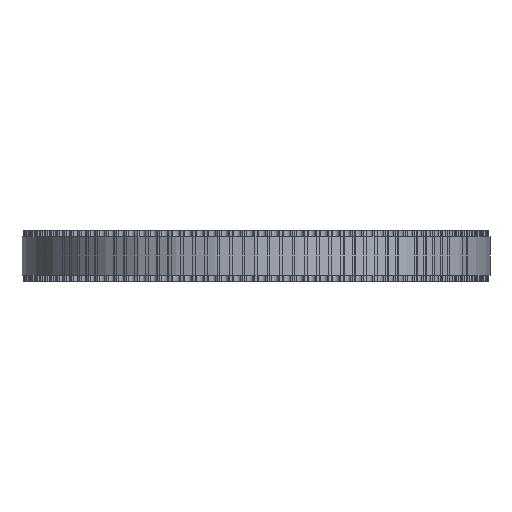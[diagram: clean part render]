
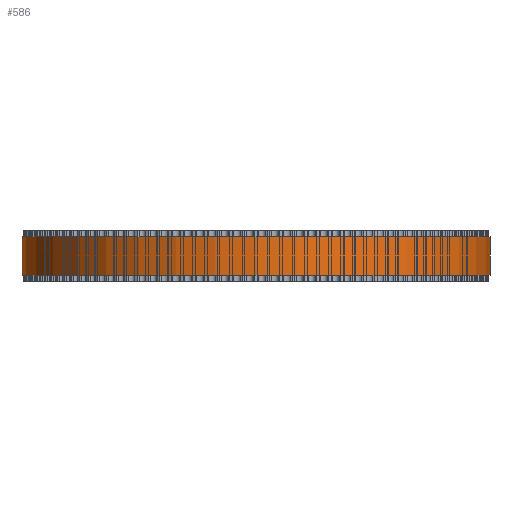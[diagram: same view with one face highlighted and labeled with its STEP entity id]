
A CAD part, front view. The second image highlights one B-rep face of the part: STEP entity #586.
In plain terms, the highlighted cylindrical face has radius 36.924 mm (diameter 73.848 mm), a full revolution.
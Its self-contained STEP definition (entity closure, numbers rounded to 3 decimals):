
#97=FACE_BOUND('',#1984,.T.);
#98=FACE_BOUND('',#1985,.T.);
#586=ADVANCED_FACE('',(#97,#98),#1051,.T.);
#1051=CYLINDRICAL_SURFACE('',#10351,36.924);
#1984=EDGE_LOOP('',(#5698));
#1985=EDGE_LOOP('',(#5699));
#5698=ORIENTED_EDGE('',*,*,#8022,.T.);
#5699=ORIENTED_EDGE('',*,*,#8023,.T.);
#6628=VERTEX_POINT('',#16400);
#6629=VERTEX_POINT('',#16402);
#8022=EDGE_CURVE('',#6628,#6628,#8952,.T.);
#8023=EDGE_CURVE('',#6629,#6629,#8953,.T.);
#8952=CIRCLE('',#10349,36.924);
#8953=CIRCLE('',#10350,36.924);
#10349=AXIS2_PLACEMENT_3D('',#16399,#13606,#13607);
#10350=AXIS2_PLACEMENT_3D('',#16401,#13608,#13609);
#10351=AXIS2_PLACEMENT_3D('',#16403,#13610,#13611);
#13606=DIRECTION('',(0.,0.,1.));
#13607=DIRECTION('',(1.,0.,0.));
#13608=DIRECTION('',(0.,0.,-1.));
#13609=DIRECTION('',(1.,0.,0.));
#13610=DIRECTION('',(0.,0.,1.));
#13611=DIRECTION('',(1.,0.,0.));
#16399=CARTESIAN_POINT('',(0.,0.,1.));
#16400=CARTESIAN_POINT('',(36.924,0.,1.));
#16401=CARTESIAN_POINT('',(0.,0.,7.));
#16402=CARTESIAN_POINT('',(36.924,0.,7.));
#16403=CARTESIAN_POINT('',(0.,0.,1.));
